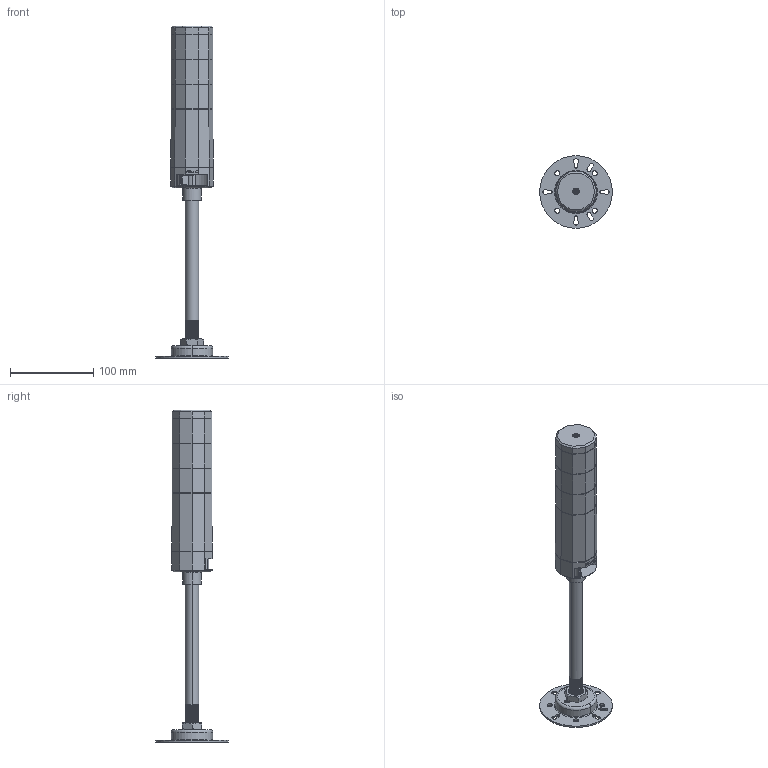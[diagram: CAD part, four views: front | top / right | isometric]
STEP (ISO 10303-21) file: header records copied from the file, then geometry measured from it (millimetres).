
FILE_DESCRIPTION (( 'STEP AP203' ), '1' );
FILE_NAME ('NLA50DC-3B4DZ SERIES.STEP', '2026-03-09T03:10:12', ( '' ), ( '' ), 'SwSTEP 2.0', 'SolidWorks 2021', '' );
FILE_SCHEMA (( 'CONFIG_CONTROL_DESIGN' ));
Length unit declared in the file: millimetre
Products named in the file (1): NLA50DC-3B4DZ SERIES
Bounding box: 87.5 x 87.5 x 400 mm (x, y, z)
Volume: 390869.6 mm3; surface area: 95688.6 mm2
Topology: 21 solids, 21 shells, 591 faces, 1536 edges, 1004 vertices
Faces by surface type: plane 352, cylinder 168, cone 28, bspline 25, torus 12, sphere 6
Entity records: 24179 total; most frequent: CARTESIAN_POINT 9725, ORIENTED_EDGE 3072, DIRECTION 2846, EDGE_CURVE 1536, VERTEX_POINT 1004, VECTOR 958, LINE 958, AXIS2_PLACEMENT_3D 944
